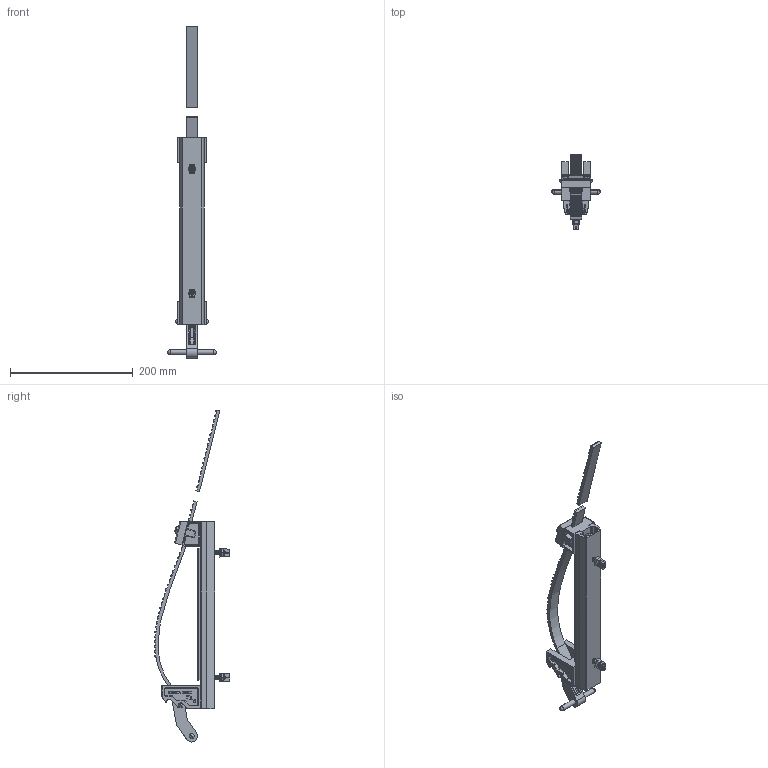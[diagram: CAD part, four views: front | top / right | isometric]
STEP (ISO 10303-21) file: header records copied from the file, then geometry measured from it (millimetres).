
FILE_DESCRIPTION (( 'STEP AP203' ), '1' );
FILE_NAME ('K5006.STEP', '2018-02-16T20:19:19', ( 'admin' ), ( 'Hewlett-Packard Company' ), 'SwSTEP 2.0', 'SolidWorks 2017', '' );
FILE_SCHEMA (( 'CONFIG_CONTROL_DESIGN' ));
Length unit declared in the file: inch
Products named in the file (15): K5006; 7029_8; 2003; 2004; 2019_12; 2005; 3017_HFBOLT 0.25-20x1.25x0.75-C; 2023_collapsed; 2069LN_MSHXNUT 0.250-20-S-N; 2008 - IN USE; 2035n_8; 1006-3-  _in dual trac; 2049; 3024_collapsed; 7016
Assembly tree (24 placements, depth 3):
  K5006
    2019_12
    2035n_8
      3017_HFBOLT 0.25-20x1.25x0.75-C  x2
      2069LN_MSHXNUT 0.250-20-S-N  x2
    7029_8
      2049  x2
      7016  x2
    2003
    2004
    2005
    3017_HFBOLT 0.25-20x1.25x0.75-C  x4
    2023_collapsed  x2
    2008 - IN USE
    1006-3-  _in dual trac
    3024_collapsed  x2
Bounding box: 78.89 x 123.38 x 541.36 mm (x, y, z)
Volume: 363125.8 mm3; surface area: 187340.3 mm2
Topology: 28 solids, 28 shells, 2428 faces, 6242 edges, 3887 vertices
Faces by surface type: plane 732, cylinder 708, cone 668, bspline 152, torus 148, sphere 20
Entity records: 52012 total; most frequent: CARTESIAN_POINT 15581, ORIENTED_EDGE 7332, DIRECTION 7204, EDGE_CURVE 3666, AXIS2_PLACEMENT_3D 2594, VERTEX_POINT 2303, VECTOR 2016, LINE 2016
